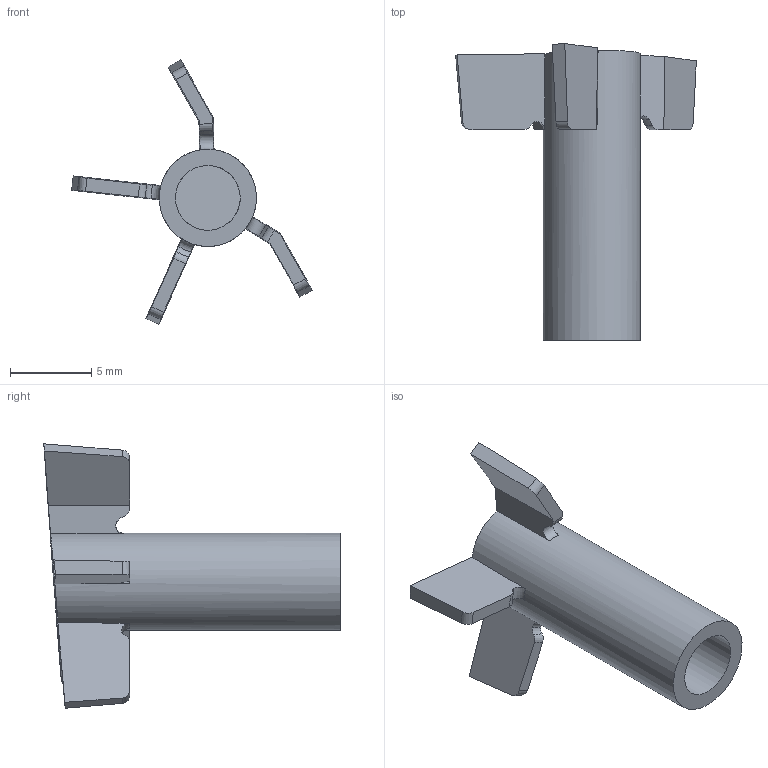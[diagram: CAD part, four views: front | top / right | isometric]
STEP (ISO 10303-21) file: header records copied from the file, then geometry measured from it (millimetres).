
FILE_DESCRIPTION(('Open CASCADE Model'),'2;1');
FILE_NAME('Open CASCADE Shape Model','2025-10-21T21:37:34',('Author'),( 'Open CASCADE'),'Open CASCADE STEP processor 7.7','Open CASCADE 7.7' ,'Unknown');
FILE_SCHEMA(('AUTOMOTIVE_DESIGN { 1 0 10303 214 1 1 1 1 }'));
Length unit declared in the file: millimetre
Products named in the file (43): Open CASCADE STEP translator 7.7 16; Open CASCADE STEP translator 7.7 16.1; Open CASCADE STEP translator 7.7 16.2; Open CASCADE STEP translator 7.7 16.3; Open CASCADE STEP translator 7.7 16.4; Open CASCADE STEP translator 7.7 16.5; Open CASCADE STEP translator 7.7 16.6; Open CASCADE STEP translator 7.7 16.7; Open CASCADE STEP translator 7.7 16.8; Open CASCADE STEP translator 7.7 16.9; Open CASCADE STEP translator 7.7 16.10; Open CASCADE STEP translator 7.7 16.11; Open CASCADE STEP translator 7.7 16.12; Open CASCADE STEP translator 7.7 16.13; Open CASCADE STEP translator 7.7 16.14; Open CASCADE STEP translator 7.7 16.15; Open CASCADE STEP translator 7.7 16.16; Open CASCADE STEP translator 7.7 16.17; Open CASCADE STEP translator 7.7 16.18; Open CASCADE STEP translator 7.7 16.19; Open CASCADE STEP translator 7.7 16.20; Open CASCADE STEP translator 7.7 16.21; Open CASCADE STEP translator 7.7 16.22; Open CASCADE STEP translator 7.7 16.23; Open CASCADE STEP translator 7.7 16.24; Open CASCADE STEP translator 7.7 16.25; Open CASCADE STEP translator 7.7 16.26; Open CASCADE STEP translator 7.7 16.27; Open CASCADE STEP translator 7.7 16.28; Open CASCADE STEP translator 7.7 16.29; Open CASCADE STEP translator 7.7 16.30; Open CASCADE STEP translator 7.7 16.31; Open CASCADE STEP translator 7.7 16.32; Open CASCADE STEP translator 7.7 16.33; Open CASCADE STEP translator 7.7 16.34; Open CASCADE STEP translator 7.7 16.35; Open CASCADE STEP translator 7.7 16.36; Open CASCADE STEP translator 7.7 16.37; Open CASCADE STEP translator 7.7 16.38; Open CASCADE STEP translator 7.7 16.39 ...
Assembly tree (42 placements, depth 2):
  Open CASCADE STEP translator 7.7 16
    Open CASCADE STEP translator 7.7 16.1
    Open CASCADE STEP translator 7.7 16.2
    Open CASCADE STEP translator 7.7 16.3
    Open CASCADE STEP translator 7.7 16.4
    Open CASCADE STEP translator 7.7 16.5
    Open CASCADE STEP translator 7.7 16.6
    Open CASCADE STEP translator 7.7 16.7
    Open CASCADE STEP translator 7.7 16.8
    Open CASCADE STEP translator 7.7 16.9
    Open CASCADE STEP translator 7.7 16.10
    Open CASCADE STEP translator 7.7 16.11
    Open CASCADE STEP translator 7.7 16.12
    Open CASCADE STEP translator 7.7 16.13
    Open CASCADE STEP translator 7.7 16.14
    Open CASCADE STEP translator 7.7 16.15
    Open CASCADE STEP translator 7.7 16.16
    Open CASCADE STEP translator 7.7 16.17
    Open CASCADE STEP translator 7.7 16.18
    Open CASCADE STEP translator 7.7 16.19
    Open CASCADE STEP translator 7.7 16.20
    Open CASCADE STEP translator 7.7 16.21
    Open CASCADE STEP translator 7.7 16.22
    Open CASCADE STEP translator 7.7 16.23
    Open CASCADE STEP translator 7.7 16.24
    Open CASCADE STEP translator 7.7 16.25
    Open CASCADE STEP translator 7.7 16.26
    Open CASCADE STEP translator 7.7 16.27
    Open CASCADE STEP translator 7.7 16.28
    Open CASCADE STEP translator 7.7 16.29
    Open CASCADE STEP translator 7.7 16.30
    Open CASCADE STEP translator 7.7 16.31
    Open CASCADE STEP translator 7.7 16.32
    Open CASCADE STEP translator 7.7 16.33
    Open CASCADE STEP translator 7.7 16.34
    Open CASCADE STEP translator 7.7 16.35
    Open CASCADE STEP translator 7.7 16.36
    Open CASCADE STEP translator 7.7 16.37
    Open CASCADE STEP translator 7.7 16.38
    Open CASCADE STEP translator 7.7 16.39
    Open CASCADE STEP translator 7.7 16.40
    Open CASCADE STEP translator 7.7 16.41
    Open CASCADE STEP translator 7.7 16.42
Bounding box: 14.85 x 18.29 x 16.31 mm (x, y, z)
Surface area: 793.8 mm2 (no closed solid volume)
Topology: 0 solids, 42 shells, 42 faces, 217 edges, 215 vertices
Faces by surface type: plane 19, torus 10, cylinder 6, cone 4, bspline 3
Full cylindrical faces by diameter (mm): 4 x1, 6 x1
Entity records: 6107 total; most frequent: CARTESIAN_POINT 2761, DIRECTION 454, ORIENTED_EDGE 219, PCURVE 219, DEFINITIONAL_REPRESENTATION 219, EDGE_CURVE 217, VERTEX_POINT 215, SURFACE_CURVE 215
